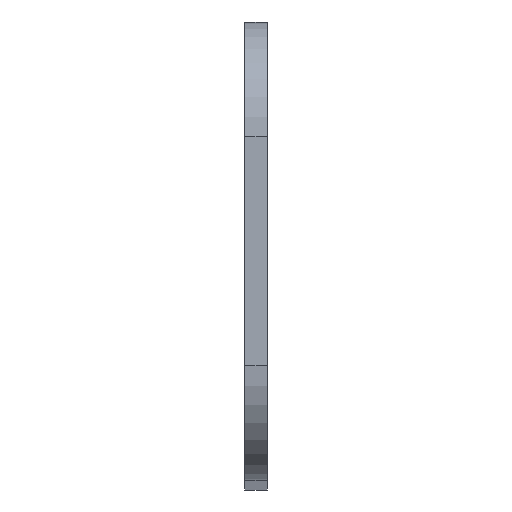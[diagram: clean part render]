
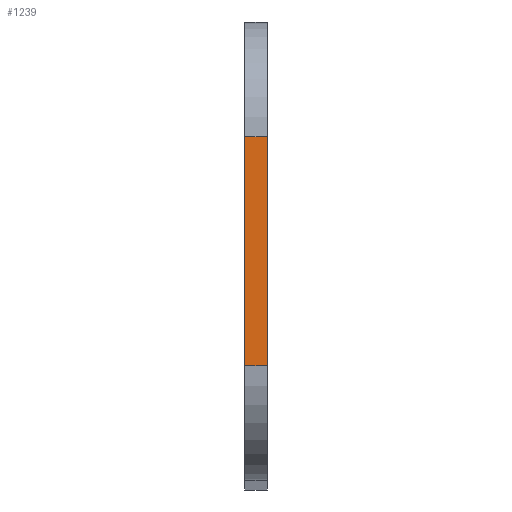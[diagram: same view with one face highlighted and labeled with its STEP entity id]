
A CAD part, top view. The second image highlights one B-rep face of the part: STEP entity #1239.
In plain terms, the highlighted planar face has unit normal (0, 0, 1).
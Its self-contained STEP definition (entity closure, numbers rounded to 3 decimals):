
#111=PLANE('',#1409);
#167=FACE_OUTER_BOUND('',#269,.T.);
#269=EDGE_LOOP('',(#1077,#1078,#1079,#1080));
#366=LINE('',#2065,#428);
#371=LINE('',#2088,#433);
#372=LINE('',#2092,#434);
#378=LINE('',#2112,#440);
#428=VECTOR('',#1728,10.);
#433=VECTOR('',#1753,10.);
#434=VECTOR('',#1758,10.);
#440=VECTOR('',#1784,10.);
#634=VERTEX_POINT('',#2062);
#635=VERTEX_POINT('',#2064);
#643=VERTEX_POINT('',#2086);
#644=VERTEX_POINT('',#2090);
#786=EDGE_CURVE('',#634,#635,#366,.T.);
#798=EDGE_CURVE('',#643,#634,#371,.T.);
#800=EDGE_CURVE('',#635,#644,#372,.T.);
#810=EDGE_CURVE('',#644,#643,#378,.T.);
#1077=ORIENTED_EDGE('',*,*,#798,.F.);
#1078=ORIENTED_EDGE('',*,*,#810,.F.);
#1079=ORIENTED_EDGE('',*,*,#800,.F.);
#1080=ORIENTED_EDGE('',*,*,#786,.F.);
#1239=ADVANCED_FACE('',(#167),#111,.T.);
#1409=AXIS2_PLACEMENT_3D('',#2111,#1782,#1783);
#1728=DIRECTION('',(0.,1.,0.));
#1753=DIRECTION('',(-1.,0.,0.));
#1758=DIRECTION('',(1.,0.,0.));
#1782=DIRECTION('center_axis',(0.,0.,1.));
#1783=DIRECTION('ref_axis',(0.,-1.,0.));
#1784=DIRECTION('',(0.,-1.,0.));
#2062=CARTESIAN_POINT('',(0.,-10.,236.971));
#2064=CARTESIAN_POINT('',(0.,10.,236.971));
#2065=CARTESIAN_POINT('',(0.,-20.,236.971));
#2086=CARTESIAN_POINT('',(2.,-10.,236.971));
#2088=CARTESIAN_POINT('',(0.,-10.,236.971));
#2090=CARTESIAN_POINT('',(2.,10.,236.971));
#2092=CARTESIAN_POINT('',(0.,10.,236.971));
#2111=CARTESIAN_POINT('Origin',(0.,20.,236.971));
#2112=CARTESIAN_POINT('',(2.,-20.,236.971));
